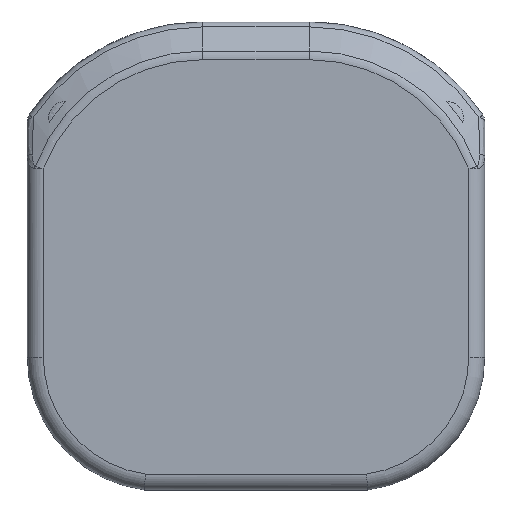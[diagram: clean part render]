
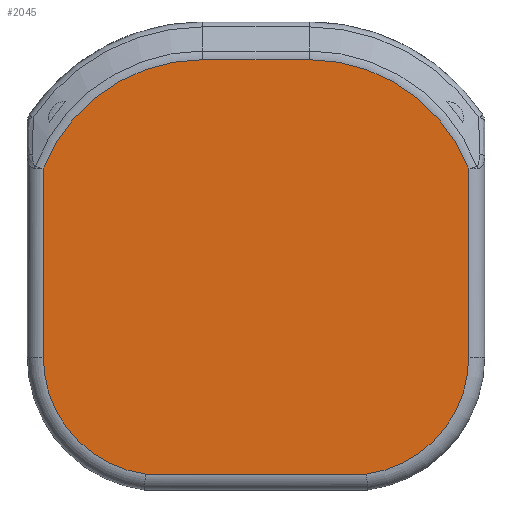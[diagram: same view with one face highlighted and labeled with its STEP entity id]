
A CAD part, front view. The second image highlights one B-rep face of the part: STEP entity #2045.
In plain terms, the highlighted planar face has unit normal (0, -1, 0).
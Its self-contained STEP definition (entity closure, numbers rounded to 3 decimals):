
#157=CIRCLE('',#2243,32.166);
#171=CIRCLE('',#2266,32.166);
#175=CIRCLE('',#2278,22.205);
#176=CIRCLE('',#2280,22.205);
#219=PLANE('',#2286);
#333=FACE_OUTER_BOUND('',#455,.T.);
#455=EDGE_LOOP('',(#1770,#1771,#1772,#1773,#1774,#1775,#1776,#1777));
#573=LINE('',#4121,#693);
#574=LINE('',#4125,#694);
#575=LINE('',#4142,#695);
#576=LINE('',#4164,#696);
#693=VECTOR('',#2816,10.);
#694=VECTOR('',#2821,10.);
#695=VECTOR('',#2826,10.);
#696=VECTOR('',#2843,10.);
#899=VERTEX_POINT('',#3838);
#906=VERTEX_POINT('',#3951);
#911=VERTEX_POINT('',#3994);
#918=VERTEX_POINT('',#4108);
#920=VERTEX_POINT('',#4124);
#921=VERTEX_POINT('',#4128);
#922=VERTEX_POINT('',#4141);
#923=VERTEX_POINT('',#4159);
#1167=EDGE_CURVE('',#906,#899,#157,.T.);
#1191=EDGE_CURVE('',#911,#918,#171,.T.);
#1198=EDGE_CURVE('',#918,#906,#573,.T.);
#1199=EDGE_CURVE('',#899,#920,#574,.T.);
#1202=EDGE_CURVE('',#921,#922,#575,.T.);
#1205=EDGE_CURVE('',#920,#921,#175,.T.);
#1206=EDGE_CURVE('',#922,#923,#176,.T.);
#1209=EDGE_CURVE('',#923,#911,#576,.T.);
#1770=ORIENTED_EDGE('',*,*,#1191,.F.);
#1771=ORIENTED_EDGE('',*,*,#1209,.F.);
#1772=ORIENTED_EDGE('',*,*,#1206,.F.);
#1773=ORIENTED_EDGE('',*,*,#1202,.F.);
#1774=ORIENTED_EDGE('',*,*,#1205,.F.);
#1775=ORIENTED_EDGE('',*,*,#1199,.F.);
#1776=ORIENTED_EDGE('',*,*,#1167,.F.);
#1777=ORIENTED_EDGE('',*,*,#1198,.F.);
#2045=ADVANCED_FACE('',(#333),#219,.T.);
#2243=AXIS2_PLACEMENT_3D('',#3953,#2748,#2749);
#2266=AXIS2_PLACEMENT_3D('',#4109,#2799,#2800);
#2278=AXIS2_PLACEMENT_3D('',#4157,#2831,#2832);
#2280=AXIS2_PLACEMENT_3D('',#4160,#2835,#2836);
#2286=AXIS2_PLACEMENT_3D('',#4167,#2848,#2849);
#2748=DIRECTION('center_axis',(0.,1.,0.));
#2749=DIRECTION('ref_axis',(0.539,0.,0.842));
#2799=DIRECTION('center_axis',(0.,1.,0.));
#2800=DIRECTION('ref_axis',(-0.539,0.,0.842));
#2816=DIRECTION('',(1.,0.,0.));
#2821=DIRECTION('',(0.,0.,-1.));
#2826=DIRECTION('',(-1.,0.,0.));
#2831=DIRECTION('center_axis',(0.,1.,0.));
#2832=DIRECTION('ref_axis',(0.751,0.,-0.661));
#2835=DIRECTION('center_axis',(0.,1.,0.));
#2836=DIRECTION('ref_axis',(-0.751,0.,-0.661));
#2843=DIRECTION('',(0.,0.,1.));
#2848=DIRECTION('center_axis',(0.,-1.,0.));
#2849=DIRECTION('ref_axis',(0.,0.,-1.));
#3838=CARTESIAN_POINT('',(40.,0.,16.355));
#3951=CARTESIAN_POINT('',(10.,0.,36.916));
#3953=CARTESIAN_POINT('Origin',(10.,0.,4.75));
#3994=CARTESIAN_POINT('',(-40.,0.,16.355));
#4108=CARTESIAN_POINT('',(-10.,0.,36.916));
#4109=CARTESIAN_POINT('Origin',(-10.,0.,4.75));
#4121=CARTESIAN_POINT('',(-10.75,0.,36.916));
#4124=CARTESIAN_POINT('',(40.,0.,-19.));
#4125=CARTESIAN_POINT('',(40.,0.,22.));
#4128=CARTESIAN_POINT('',(20.802,0.,-41.));
#4141=CARTESIAN_POINT('',(-20.802,0.,-41.));
#4142=CARTESIAN_POINT('',(21.5,0.,-41.));
#4157=CARTESIAN_POINT('Origin',(17.795,0.,-19.));
#4159=CARTESIAN_POINT('',(-40.,0.,-19.));
#4160=CARTESIAN_POINT('Origin',(-17.795,0.,-19.));
#4164=CARTESIAN_POINT('',(-40.,0.,-22.));
#4167=CARTESIAN_POINT('Origin',(0.,0.,0.));
